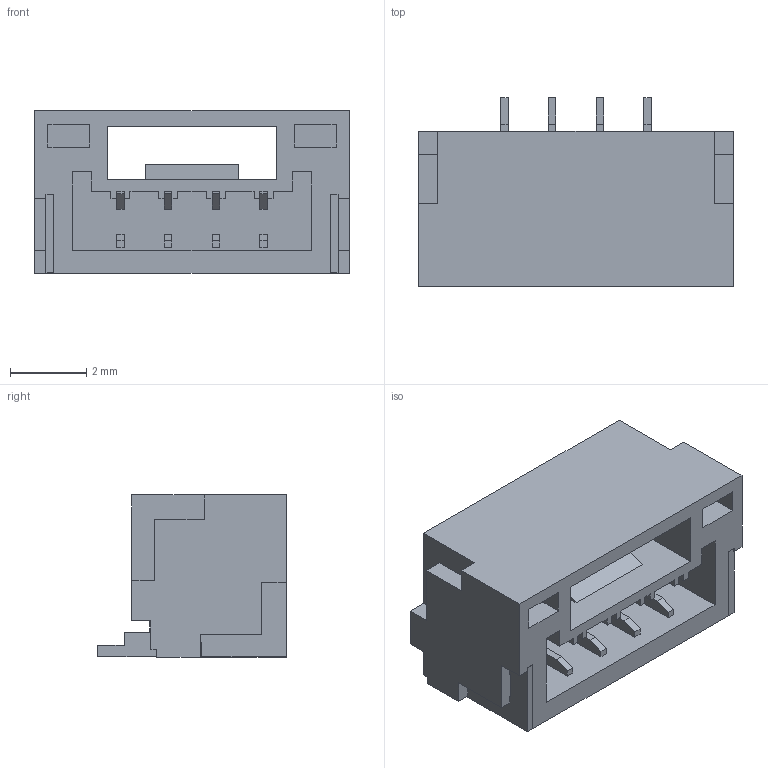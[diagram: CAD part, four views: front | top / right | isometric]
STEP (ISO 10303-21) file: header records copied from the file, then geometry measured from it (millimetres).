
FILE_DESCRIPTION(/* description */ ('model of JST_GH_SM04B-GHS-TB_1x04-1MP_P1.25mm_Horizontal'),/* implementation_level */ '2;1');
FILE_NAME(/* name */ 'JST_GH_SM04B-GHS-TB_1x04-1MP_P1.25mm_Horizontal.step',/* time_stamp */ '2018-12-04T17:25:14',/* author */ ('Frank Severinsen',''),/* organization */ (''),/* preprocessor_version */ '',/* originating_system */ '',/* authorisation */ '');
FILE_SCHEMA(('AUTOMOTIVE_DESIGN { 1 0 10303 214 1 1 1 1 }'));
Length unit declared in the file: millimetre
Products named in the file (1): JST_SM04B_GHS_TB
Bounding box: 8.25 x 4.95 x 4.25 mm (x, y, z)
Volume: 84.1 mm3; surface area: 290.5 mm2
Topology: 1 solids, 1 shells, 203 faces, 571 edges, 378 vertices
Faces by surface type: plane 203
Entity records: 4135 total; most frequent: ORIENTED_EDGE 870, EDGE_CURVE 571, LINE 529, CARTESIAN_POINT 522, VERTEX_POINT 378, FACE_BOUND 213, EDGE_LOOP 213, ADVANCED_FACE 203
